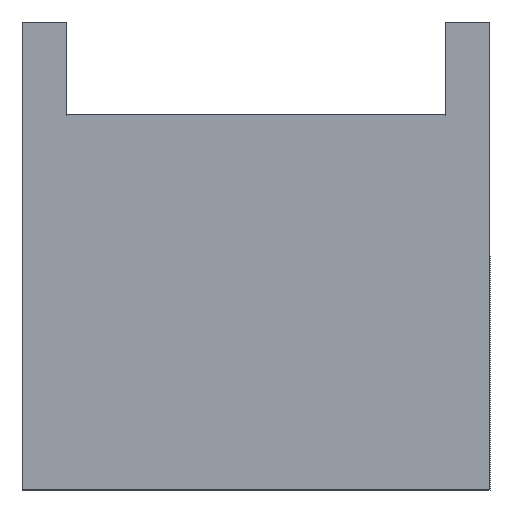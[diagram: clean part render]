
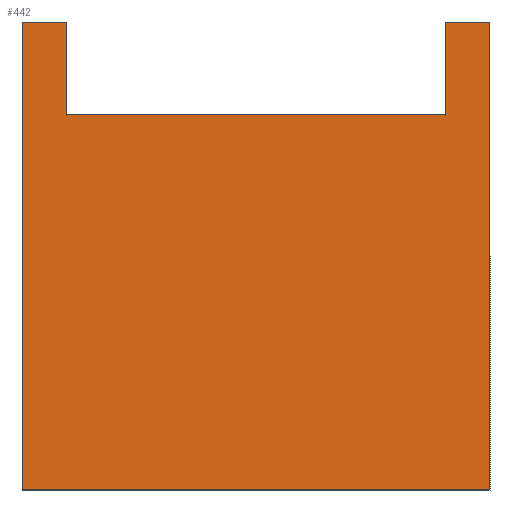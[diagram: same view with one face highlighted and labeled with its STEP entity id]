
A CAD part, left-side view. The second image highlights one B-rep face of the part: STEP entity #442.
In plain terms, the highlighted planar face has unit normal (-1, 0, 0).
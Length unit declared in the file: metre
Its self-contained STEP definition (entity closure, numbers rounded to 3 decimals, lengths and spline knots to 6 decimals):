
#45=ORIENTED_EDGE('',*,*,#171,.T.);
#46=ORIENTED_EDGE('',*,*,#172,.T.);
#47=ORIENTED_EDGE('',*,*,#173,.F.);
#48=ORIENTED_EDGE('',*,*,#174,.F.);
#49=ORIENTED_EDGE('',*,*,#175,.T.);
#50=ORIENTED_EDGE('',*,*,#176,.T.);
#51=ORIENTED_EDGE('',*,*,#144,.F.);
#52=ORIENTED_EDGE('',*,*,#177,.F.);
#144=EDGE_CURVE('',#207,#204,#249,.T.);
#171=EDGE_CURVE('',#234,#235,#275,.T.);
#172=EDGE_CURVE('',#235,#236,#276,.T.);
#173=EDGE_CURVE('',#237,#236,#277,.T.);
#174=EDGE_CURVE('',#238,#237,#278,.T.);
#175=EDGE_CURVE('',#238,#239,#279,.T.);
#176=EDGE_CURVE('',#239,#204,#280,.T.);
#177=EDGE_CURVE('',#234,#207,#281,.T.);
#204=VERTEX_POINT('',#617);
#207=VERTEX_POINT('',#622);
#234=VERTEX_POINT('',#679);
#235=VERTEX_POINT('',#680);
#236=VERTEX_POINT('',#682);
#237=VERTEX_POINT('',#684);
#238=VERTEX_POINT('',#686);
#239=VERTEX_POINT('',#688);
#249=LINE('',#623,#310);
#275=LINE('',#678,#336);
#276=LINE('',#681,#337);
#277=LINE('',#683,#338);
#278=LINE('',#685,#339);
#279=LINE('',#687,#340);
#280=LINE('',#689,#341);
#281=LINE('',#690,#342);
#310=VECTOR('',#508,1.);
#336=VECTOR('',#540,1.);
#337=VECTOR('',#541,1.);
#338=VECTOR('',#542,1.);
#339=VECTOR('',#543,1.);
#340=VECTOR('',#544,1.);
#341=VECTOR('',#545,1.);
#342=VECTOR('',#546,1.);
#372=EDGE_LOOP('',(#45,#46,#47,#48,#49,#50,#51,#52));
#397=FACE_BOUND('',#372,.T.);
#420=PLANE('',#479);
#442=ADVANCED_FACE('',(#397),#420,.F.);
#479=AXIS2_PLACEMENT_3D('',#677,#538,#539);
#508=DIRECTION('',(0.,1.,0.));
#538=DIRECTION('',(1.,0.,0.));
#539=DIRECTION('',(0.,0.,-1.));
#540=DIRECTION('',(0.,1.,0.));
#541=DIRECTION('',(0.,0.,-1.));
#542=DIRECTION('',(0.,-1.,0.));
#543=DIRECTION('',(0.,0.,-1.));
#544=DIRECTION('',(0.,1.,0.));
#545=DIRECTION('',(0.,0.,-1.));
#546=DIRECTION('',(0.,0.,-1.));
#617=CARTESIAN_POINT('',(-0.05,0.,0.));
#622=CARTESIAN_POINT('',(-0.05,-0.1,0.));
#623=CARTESIAN_POINT('',(-0.05,-0.1,0.));
#677=CARTESIAN_POINT('',(-0.05,-0.1,0.05));
#678=CARTESIAN_POINT('',(-0.05,-0.1,0.1));
#679=CARTESIAN_POINT('',(-0.05,-0.1,0.1));
#680=CARTESIAN_POINT('',(-0.05,-0.0905,0.1));
#681=CARTESIAN_POINT('',(-0.05,-0.0905,0.05));
#682=CARTESIAN_POINT('',(-0.05,-0.0905,0.080201));
#683=CARTESIAN_POINT('',(-0.05,-0.1,0.080201));
#684=CARTESIAN_POINT('',(-0.05,-0.0095,0.080201));
#685=CARTESIAN_POINT('',(-0.05,-0.0095,0.05));
#686=CARTESIAN_POINT('',(-0.05,-0.0095,0.1));
#687=CARTESIAN_POINT('',(-0.05,-0.1,0.1));
#688=CARTESIAN_POINT('',(-0.05,0.,0.1));
#689=CARTESIAN_POINT('',(-0.05,0.,0.05));
#690=CARTESIAN_POINT('',(-0.05,-0.1,0.05));
